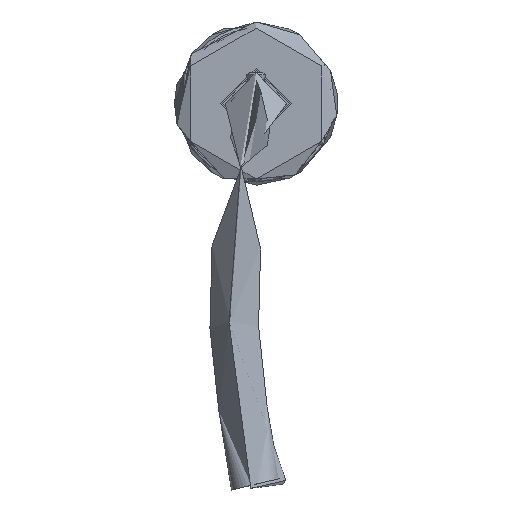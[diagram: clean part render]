
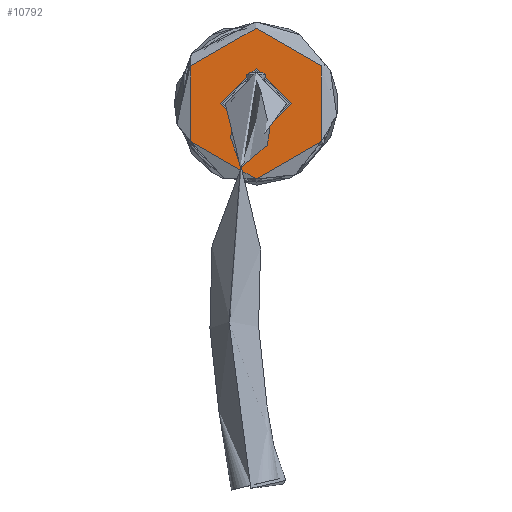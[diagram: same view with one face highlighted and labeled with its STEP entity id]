
A CAD part, left-side view. The second image highlights one B-rep face of the part: STEP entity #10792.
In plain terms, the highlighted face is planar.
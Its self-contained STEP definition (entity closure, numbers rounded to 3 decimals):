
#860 = ORIENTED_EDGE ( 'NONE', *, *, #52152, .T. ) ;
#2309 = AXIS2_PLACEMENT_3D ( 'NONE', #24391, #46708, #70038 ) ;
#2708 = DIRECTION ( 'NONE',  ( 0., 0., 1. ) ) ;
#3418 = ORIENTED_EDGE ( 'NONE', *, *, #34890, .F. ) ;
#10792 = ADVANCED_FACE ( 'NONE', ( #14919, #22997 ), #18008, .T. ) ;
#14919 = FACE_BOUND ( 'NONE', #53166, .T. ) ;
#17711 = AXIS2_PLACEMENT_3D ( 'NONE', #46831, #46590, #63664 ) ;
#18008 = PLANE ( 'NONE',  #17711 ) ;
#20734 = CARTESIAN_POINT ( 'NONE',  ( 11.3, 0., 10.5 ) ) ;
#22997 = FACE_OUTER_BOUND ( 'NONE', #23434, .T. ) ;
#23434 = EDGE_LOOP ( 'NONE', ( #860 ) ) ;
#24391 = CARTESIAN_POINT ( 'NONE',  ( 0., 0., 10.5 ) ) ;
#25300 = AXIS2_PLACEMENT_3D ( 'NONE', #72199, #2708, #32029 ) ;
#32029 = DIRECTION ( 'NONE',  ( 1., 0., 0. ) ) ;
#34890 = EDGE_CURVE ( 'NONE', #63100, #63100, #45581, .T. ) ;
#45581 = CIRCLE ( 'NONE', #25300, 11.3 ) ;
#46590 = DIRECTION ( 'NONE',  ( 0., 0., 1. ) ) ;
#46708 = DIRECTION ( 'NONE',  ( 0., 0., 1. ) ) ;
#46831 = CARTESIAN_POINT ( 'NONE',  ( 0., 0., 10.5 ) ) ;
#52152 = EDGE_CURVE ( 'NONE', #55885, #55885, #61441, .T. ) ;
#53166 = EDGE_LOOP ( 'NONE', ( #3418 ) ) ;
#54597 = CARTESIAN_POINT ( 'NONE',  ( 24., 0., 10.5 ) ) ;
#55885 = VERTEX_POINT ( 'NONE', #54597 ) ;
#61441 = CIRCLE ( 'NONE', #2309, 24. ) ;
#63100 = VERTEX_POINT ( 'NONE', #20734 ) ;
#63664 = DIRECTION ( 'NONE',  ( 1., 0., 0. ) ) ;
#70038 = DIRECTION ( 'NONE',  ( 1., 0., 0. ) ) ;
#72199 = CARTESIAN_POINT ( 'NONE',  ( 0., 0., 10.5 ) ) ;
